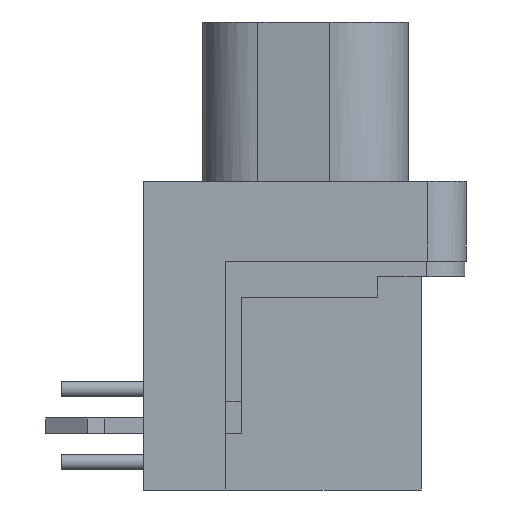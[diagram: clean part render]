
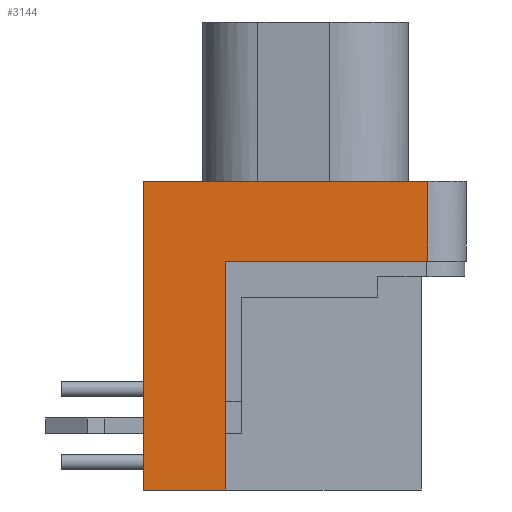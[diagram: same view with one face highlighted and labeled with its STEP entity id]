
A CAD part, left-side view. The second image highlights one B-rep face of the part: STEP entity #3144.
In plain terms, the highlighted free-form (B-spline) face has degree [1, 1] with [2, 2] control points.
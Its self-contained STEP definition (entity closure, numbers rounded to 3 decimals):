
#1291=CARTESIAN_POINT('V42',(-19.6,-0.4,
   -11.5));
#1292=VERTEX_POINT('V42',#1291);
#1298=CARTESIAN_POINT('V20',(-19.6,2.8,
   -11.5));
#1299=VERTEX_POINT('V20',#1298);
#1300=CARTESIAN_POINT('E49',(-19.6,2.8,
   -11.5));
#1301=CARTESIAN_POINT('E49',(-19.6,-0.4,
   -11.5));
#1302=QUASI_UNIFORM_CURVE('E49',1,(#1300,#1301),.POLYLINE_FORM.,.F.,
   .U.);
#1303=EDGE_CURVE('E49',#1299,#1292,#1302,.T.);
#2988=CARTESIAN_POINT('V21',(-19.6,2.8,
   0.5));
#2989=VERTEX_POINT('V21',#2988);
#2990=CARTESIAN_POINT('E20',(-19.6,2.8,
   -11.5));
#2991=CARTESIAN_POINT('E20',(-19.6,2.8,
   0.5));
#2992=QUASI_UNIFORM_CURVE('E20',1,(#2990,#2991),.POLYLINE_FORM.,.F.,
   .U.);
#2993=EDGE_CURVE('E20',#1299,#2989,#2992,.T.);
#3078=CARTESIAN_POINT('V54',(-19.6,-8.25,
   0.5));
#3079=VERTEX_POINT('V54',#3078);
#3080=CARTESIAN_POINT('V55',(-19.6,-8.25,
   -2.6));
#3081=VERTEX_POINT('V55',#3080);
#3082=CARTESIAN_POINT('E67',(-19.6,-8.25,
   0.5));
#3083=CARTESIAN_POINT('E67',(-19.6,-8.25,
   -2.6));
#3084=QUASI_UNIFORM_CURVE('E67',1,(#3082,#3083),.POLYLINE_FORM.,.F.,
   .U.);
#3085=EDGE_CURVE('E67',#3079,#3081,#3084,.T.);
#3117=CARTESIAN_POINT('F20',(-19.6,3.528,
   -12.175));
#3118=CARTESIAN_POINT('F20',(-19.6,-10.478,
   -12.175));
#3119=CARTESIAN_POINT('F20',(-19.6,3.528,
   0.675));
#3120=CARTESIAN_POINT('F20',(-19.6,-10.478,
   0.675));
#3121=QUASI_UNIFORM_SURFACE('F20',1,1,((#3117,#3119),(#3118,#3120))
,.PLANE_SURF.,.F.,.F.,.U.);
#3122=ORIENTED_EDGE('E67',*,*,#3085,.F.);
#3123=CARTESIAN_POINT('E70',(-19.6,-8.25,
   0.5));
#3124=CARTESIAN_POINT('E70',(-19.6,2.8,
   0.5));
#3125=B_SPLINE_CURVE_WITH_KNOTS('E70',1,(#3123,#3124),
   .POLYLINE_FORM.,.F.,.U.,(2,2),(0.0,22.1),
   .UNSPECIFIED.);
#3126=EDGE_CURVE('E70',#3079,#2989,#3125,.T.);
#3127=ORIENTED_EDGE('E70',*,*,#3126,.T.);
#3128=ORIENTED_EDGE('E20',*,*,#2993,.F.);
#3129=ORIENTED_EDGE('E49',*,*,#1303,.T.);
#3130=CARTESIAN_POINT('V56',(-19.6,-0.4,
   -2.6));
#3131=VERTEX_POINT('V56',#3130);
#3132=CARTESIAN_POINT('E71',(-19.6,-0.4,
   -11.5));
#3133=CARTESIAN_POINT('E71',(-19.6,-0.4,
   -2.6));
#3134=QUASI_UNIFORM_CURVE('E71',1,(#3132,#3133),.POLYLINE_FORM.,.F.,
   .U.);
#3135=EDGE_CURVE('E71',#1292,#3131,#3134,.T.);
#3136=ORIENTED_EDGE('E71',*,*,#3135,.T.);
#3137=CARTESIAN_POINT('E72',(-19.6,-0.4,
   -2.6));
#3138=CARTESIAN_POINT('E72',(-19.6,-8.25,
   -2.6));
#3139=B_SPLINE_CURVE_WITH_KNOTS('E72',1,(#3137,#3138),
   .POLYLINE_FORM.,.F.,.U.,(2,2),(0.16,1.0),
   .UNSPECIFIED.);
#3140=EDGE_CURVE('E72',#3131,#3081,#3139,.T.);
#3141=ORIENTED_EDGE('E72',*,*,#3140,.T.);
#3142=EDGE_LOOP('F20',(#3122,#3127,#3128,#3129,#3136,#3141));
#3143=FACE_OUTER_BOUND('F20',#3142,.T.);
#3144=ADVANCED_FACE('F20',(#3143),#3121,.T.);
